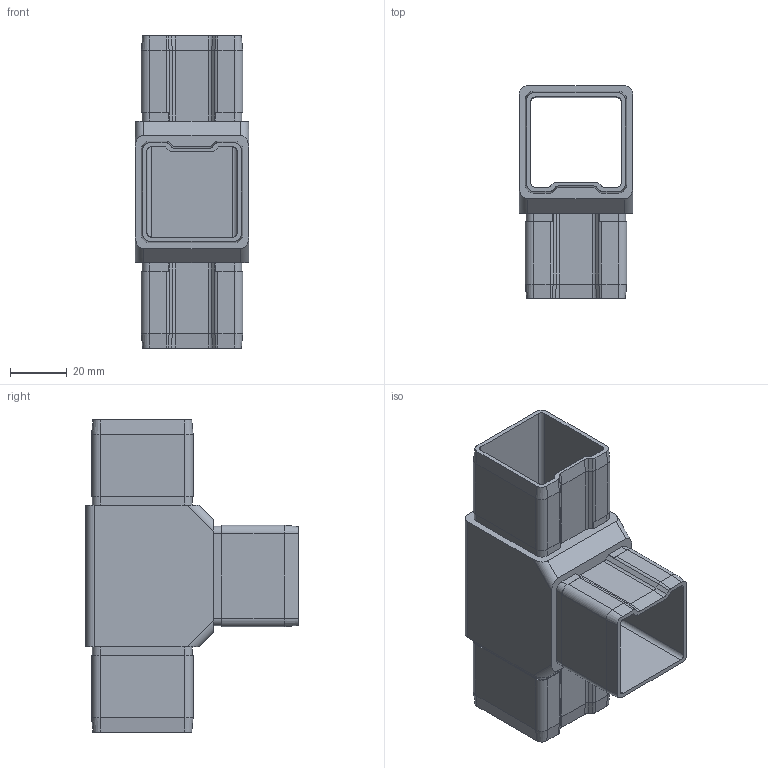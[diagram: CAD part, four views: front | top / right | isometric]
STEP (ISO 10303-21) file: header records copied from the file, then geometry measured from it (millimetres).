
FILE_DESCRIPTION (( 'STEP AP203' ), '1' );
FILE_NAME ('10134040-V2A.step', '2020-03-09T09:17:42', ( '' ), ( '' ), 'SwSTEP 2.0', 'SolidWorks 2015', '' );
FILE_SCHEMA (( 'CONFIG_CONTROL_DESIGN' ));
Length unit declared in the file: millimetre
Products named in the file (2): 10134040-V2A
Bounding box: 40 x 75 x 110 mm (x, y, z)
Volume: 50240.1 mm3; surface area: 38817.7 mm2
Topology: 1 solids, 1 shells, 506 faces, 1278 edges, 797 vertices
Faces by surface type: plane 283, bspline 107, cylinder 86, cone 24, sphere 6
Entity records: 20726 total; most frequent: CARTESIAN_POINT 9209, ORIENTED_EDGE 2540, DIRECTION 2003, EDGE_CURVE 1270, LINE 869, VECTOR 869, VERTEX_POINT 797, AXIS2_PLACEMENT_3D 567
